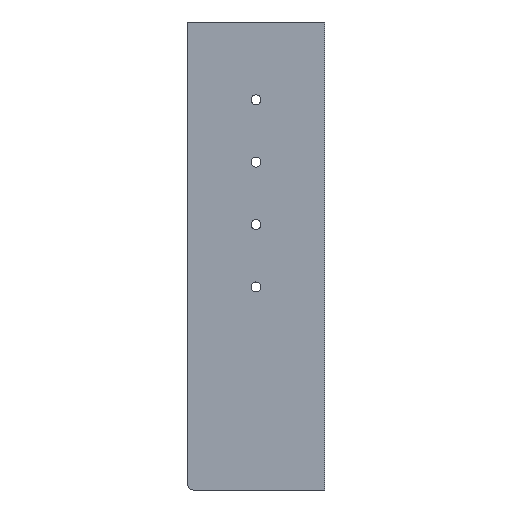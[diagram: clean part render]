
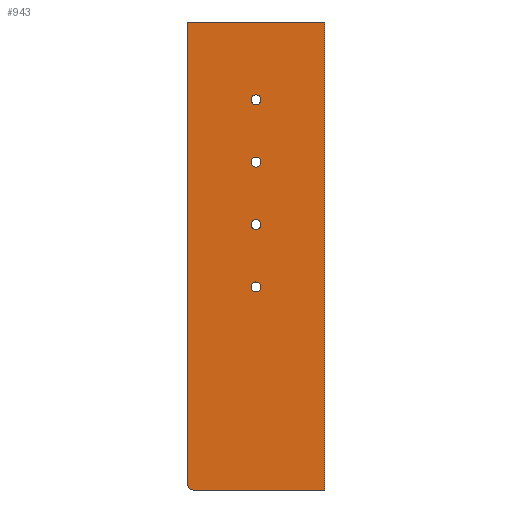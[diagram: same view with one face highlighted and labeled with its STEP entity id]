
A CAD part, front view. The second image highlights one B-rep face of the part: STEP entity #943.
In plain terms, the highlighted planar face has unit normal (0, -1, 0).
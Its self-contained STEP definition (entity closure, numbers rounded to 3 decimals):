
#27=FACE_BOUND('',#168,.T.);
#28=FACE_BOUND('',#169,.T.);
#29=FACE_BOUND('',#170,.T.);
#30=FACE_BOUND('',#171,.T.);
#61=PLANE('',#1038);
#110=FACE_OUTER_BOUND('',#167,.T.);
#167=EDGE_LOOP('',(#872,#873,#874,#875,#876));
#168=EDGE_LOOP('',(#877));
#169=EDGE_LOOP('',(#878));
#170=EDGE_LOOP('',(#879));
#171=EDGE_LOOP('',(#880));
#188=LINE('',#1350,#287);
#195=LINE('',#1367,#294);
#206=LINE('',#1391,#305);
#269=LINE('',#1563,#368);
#287=VECTOR('',#1075,10.);
#294=VECTOR('',#1090,10.);
#305=VECTOR('',#1107,10.);
#368=VECTOR('',#1292,10.);
#371=CIRCLE('',#960,2.);
#395=CIRCLE('',#1010,1.6);
#397=CIRCLE('',#1014,1.6);
#399=CIRCLE('',#1018,1.6);
#401=CIRCLE('',#1022,1.6);
#404=VERTEX_POINT('',#1307);
#405=VERTEX_POINT('',#1309);
#423=VERTEX_POINT('',#1349);
#428=VERTEX_POINT('',#1364);
#429=VERTEX_POINT('',#1366);
#473=VERTEX_POINT('',#1497);
#475=VERTEX_POINT('',#1505);
#477=VERTEX_POINT('',#1513);
#479=VERTEX_POINT('',#1521);
#490=EDGE_CURVE('',#404,#405,#371,.T.);
#510=EDGE_CURVE('',#405,#423,#188,.T.);
#519=EDGE_CURVE('',#429,#428,#195,.T.);
#532=EDGE_CURVE('',#423,#428,#206,.T.);
#585=EDGE_CURVE('',#473,#473,#395,.T.);
#589=EDGE_CURVE('',#475,#475,#397,.T.);
#593=EDGE_CURVE('',#477,#477,#399,.T.);
#597=EDGE_CURVE('',#479,#479,#401,.T.);
#617=EDGE_CURVE('',#429,#404,#269,.T.);
#872=ORIENTED_EDGE('',*,*,#490,.F.);
#873=ORIENTED_EDGE('',*,*,#617,.F.);
#874=ORIENTED_EDGE('',*,*,#519,.T.);
#875=ORIENTED_EDGE('',*,*,#532,.F.);
#876=ORIENTED_EDGE('',*,*,#510,.F.);
#877=ORIENTED_EDGE('',*,*,#585,.T.);
#878=ORIENTED_EDGE('',*,*,#589,.T.);
#879=ORIENTED_EDGE('',*,*,#593,.T.);
#880=ORIENTED_EDGE('',*,*,#597,.T.);
#943=ADVANCED_FACE('',(#110,#27,#28,#29,#30),#61,.F.);
#960=AXIS2_PLACEMENT_3D('',#1310,#1046,#1047);
#1010=AXIS2_PLACEMENT_3D('',#1499,#1217,#1218);
#1014=AXIS2_PLACEMENT_3D('',#1507,#1227,#1228);
#1018=AXIS2_PLACEMENT_3D('',#1515,#1237,#1238);
#1022=AXIS2_PLACEMENT_3D('',#1523,#1247,#1248);
#1038=AXIS2_PLACEMENT_3D('',#1568,#1300,#1301);
#1046=DIRECTION('center_axis',(0.,1.,0.));
#1047=DIRECTION('ref_axis',(-0.707,0.,-0.707));
#1075=DIRECTION('',(0.,0.,1.));
#1090=DIRECTION('',(0.,0.,1.));
#1107=DIRECTION('',(1.,0.,0.));
#1217=DIRECTION('center_axis',(0.,1.,0.));
#1218=DIRECTION('ref_axis',(0.,0.,1.));
#1227=DIRECTION('center_axis',(0.,1.,0.));
#1228=DIRECTION('ref_axis',(0.,0.,1.));
#1237=DIRECTION('center_axis',(0.,1.,0.));
#1238=DIRECTION('ref_axis',(0.,0.,1.));
#1247=DIRECTION('center_axis',(0.,1.,0.));
#1248=DIRECTION('ref_axis',(0.,0.,1.));
#1292=DIRECTION('',(-1.,0.,0.));
#1300=DIRECTION('center_axis',(0.,1.,0.));
#1301=DIRECTION('ref_axis',(1.,0.,0.));
#1307=CARTESIAN_POINT('',(2.,0.,-120.));
#1309=CARTESIAN_POINT('',(0.,0.,-118.));
#1310=CARTESIAN_POINT('Origin',(2.,0.,-118.));
#1349=CARTESIAN_POINT('',(0.,0.,30.));
#1350=CARTESIAN_POINT('',(0.,0.,-30.));
#1364=CARTESIAN_POINT('',(44.,0.,30.));
#1366=CARTESIAN_POINT('',(44.,0.,-120.));
#1367=CARTESIAN_POINT('',(44.,0.,0.));
#1391=CARTESIAN_POINT('',(0.,0.,30.));
#1497=CARTESIAN_POINT('',(22.,0.,-56.515));
#1499=CARTESIAN_POINT('Origin',(22.,0.,-54.915));
#1505=CARTESIAN_POINT('',(22.,0.,-36.515));
#1507=CARTESIAN_POINT('Origin',(22.,0.,-34.915));
#1513=CARTESIAN_POINT('',(22.,0.,-16.515));
#1515=CARTESIAN_POINT('Origin',(22.,0.,-14.915));
#1521=CARTESIAN_POINT('',(22.,0.,3.485));
#1523=CARTESIAN_POINT('Origin',(22.,0.,5.085));
#1563=CARTESIAN_POINT('',(0.,0.,-120.));
#1568=CARTESIAN_POINT('Origin',(22.,0.,-15.));
